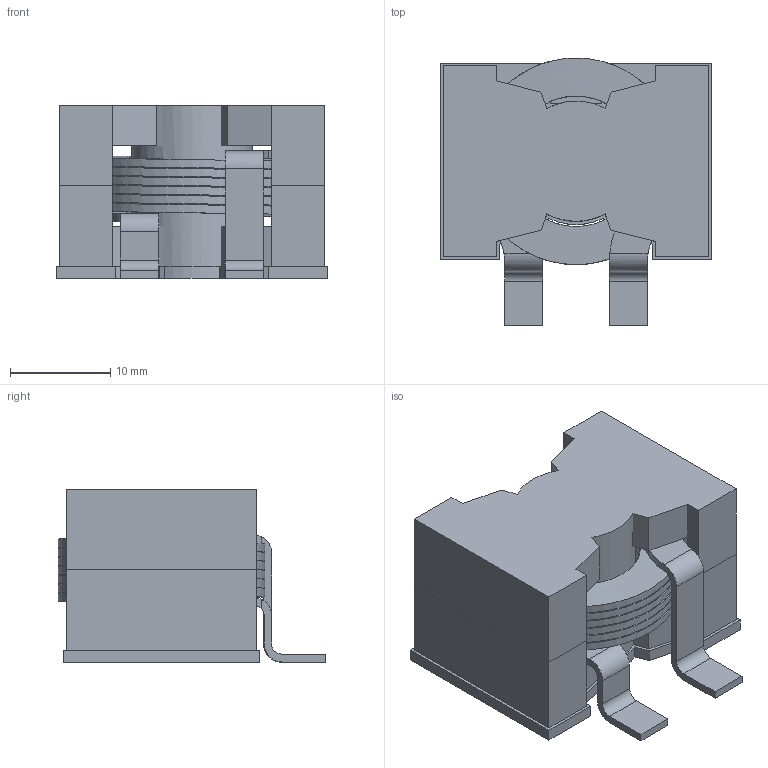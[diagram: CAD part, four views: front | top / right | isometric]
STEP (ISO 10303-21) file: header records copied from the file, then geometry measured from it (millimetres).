
FILE_DESCRIPTION (( 'STEP AP214' ), '1' );
FILE_NAME ('User Library-SER2918.STEP', '2018-10-09T02:36:11', ( '' ), ( '' ), 'SwSTEP 2.0', 'SolidWorks 2018', '' );
FILE_SCHEMA (( 'AUTOMOTIVE_DESIGN' ));
Length unit declared in the file: millimetre
Products named in the file (7): User Library-SER2918_pin_low_80; User Library-SER2918_pin_3; User Library-SER2918_ferrite_80; User Library-SER2918_base; User Library-SER2918; User Library-SER2918_pin_high_80; User Library-SER2918_wire_80
Assembly tree (7 placements, depth 2):
  User Library-SER2918
    User Library-SER2918_ferrite_80  x2
    User Library-SER2918_base
    User Library-SER2918_pin_3
    User Library-SER2918_wire_80
    User Library-SER2918_pin_high_80
    User Library-SER2918_pin_low_80
Bounding box: 27 x 26.71 x 17.2 mm (x, y, z)
Volume: 7012.4 mm3; surface area: 8333.5 mm2
Topology: 7 solids, 7 shells, 150 faces, 400 edges, 264 vertices
Faces by surface type: plane 97, cylinder 51, bspline 2
Entity records: 7276 total; most frequent: CARTESIAN_POINT 3254, ORIENTED_EDGE 652, EDGE_CURVE 326, B_SPLINE_CURVE_WITH_KNOTS 326, DIRECTION 260, VERTEX_POINT 216, UNCERTAINTY_MEASURE_WITH_UNIT 141, SURFACE_SIDE_STYLE 134
